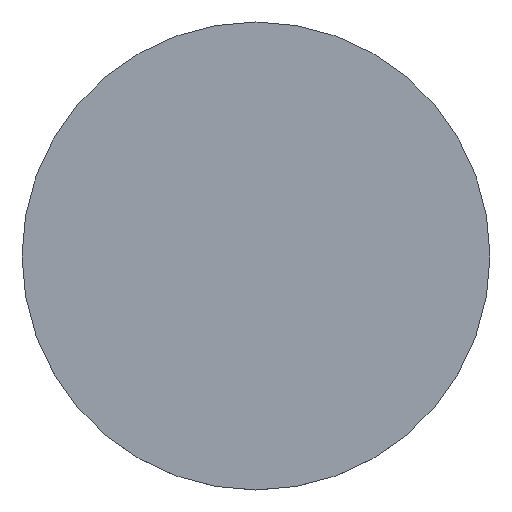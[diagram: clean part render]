
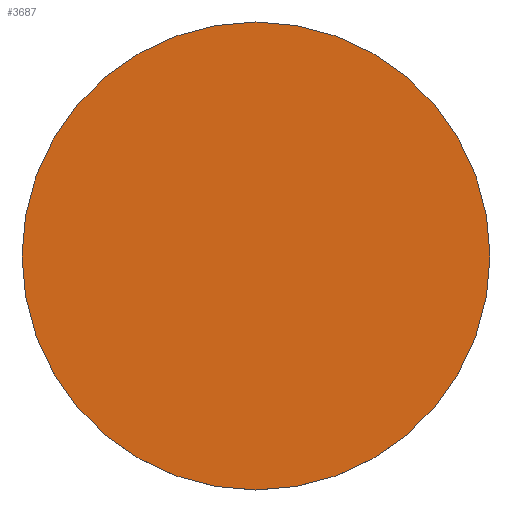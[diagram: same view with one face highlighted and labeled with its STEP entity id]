
A CAD part, top view. The second image highlights one B-rep face of the part: STEP entity #3687.
In plain terms, the highlighted planar face has unit normal (0, 0, 1).
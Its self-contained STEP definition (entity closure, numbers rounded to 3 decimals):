
#235 = VERTEX_POINT ( 'NONE', #2986 ) ;
#376 = AXIS2_PLACEMENT_3D ( 'NONE', #3703, #3343, #1666 ) ;
#730 = CARTESIAN_POINT ( 'NONE',  ( -9.007, -9.007, 0.6 ) ) ;
#948 = CIRCLE ( 'NONE', #1901, 8.9 ) ;
#1202 = VERTEX_POINT ( 'NONE', #2862 ) ;
#1352 = EDGE_LOOP ( 'NONE', ( #2408, #1959 ) ) ;
#1666 = DIRECTION ( 'NONE',  ( 1., 0., 0. ) ) ;
#1719 = AXIS2_PLACEMENT_3D ( 'NONE', #730, #3153, #3436 ) ;
#1817 = DIRECTION ( 'NONE',  ( 0., 0., -1. ) ) ;
#1901 = AXIS2_PLACEMENT_3D ( 'NONE', #3572, #1817, #2963 ) ;
#1959 = ORIENTED_EDGE ( 'NONE', *, *, #3779, .F. ) ;
#2048 = EDGE_CURVE ( 'NONE', #1202, #235, #2350, .T. ) ;
#2350 = CIRCLE ( 'NONE', #376, 8.9 ) ;
#2408 = ORIENTED_EDGE ( 'NONE', *, *, #2048, .F. ) ;
#2789 = PLANE ( 'NONE',  #1719 ) ;
#2862 = CARTESIAN_POINT ( 'NONE',  ( 8.9, 0., 0.6 ) ) ;
#2963 = DIRECTION ( 'NONE',  ( 1., 0., 0. ) ) ;
#2986 = CARTESIAN_POINT ( 'NONE',  ( -8.9, 0., 0.6 ) ) ;
#3153 = DIRECTION ( 'NONE',  ( 0., 0., 1. ) ) ;
#3343 = DIRECTION ( 'NONE',  ( 0., 0., -1. ) ) ;
#3436 = DIRECTION ( 'NONE',  ( 1., 0., 0. ) ) ;
#3572 = CARTESIAN_POINT ( 'NONE',  ( 0., 0., 0.6 ) ) ;
#3606 = FACE_OUTER_BOUND ( 'NONE', #1352, .T. ) ;
#3687 = ADVANCED_FACE ( 'NONE', ( #3606 ), #2789, .T. ) ;
#3703 = CARTESIAN_POINT ( 'NONE',  ( 0., 0., 0.6 ) ) ;
#3779 = EDGE_CURVE ( 'NONE', #235, #1202, #948, .T. ) ;
